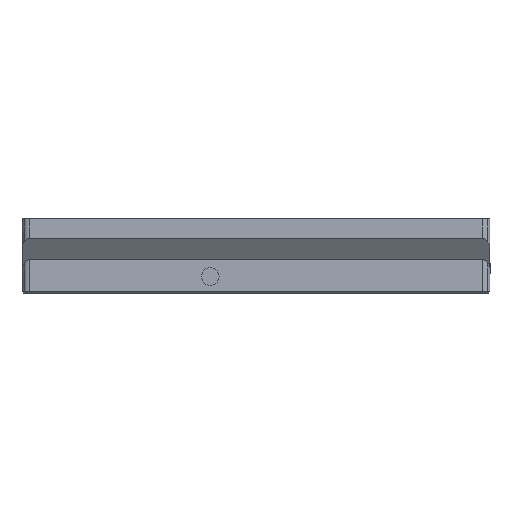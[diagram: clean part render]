
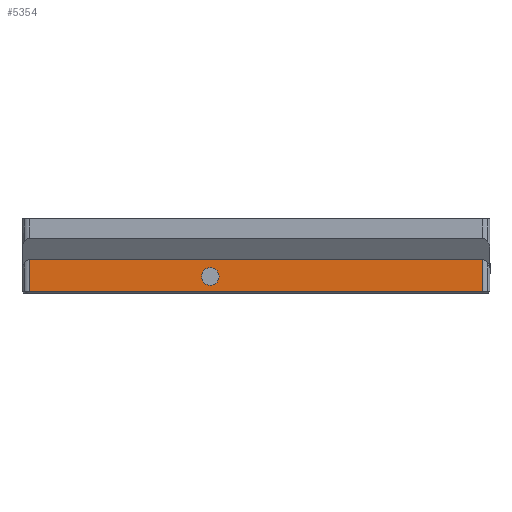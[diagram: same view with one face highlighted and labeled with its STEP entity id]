
A CAD part, front view. The second image highlights one B-rep face of the part: STEP entity #5354.
In plain terms, the highlighted planar face has unit normal (0, -1, 0).
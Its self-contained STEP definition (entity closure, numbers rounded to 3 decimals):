
#89 = ORIENTED_EDGE ( 'NONE', *, *, #5397, .T. ) ;
#233 = VERTEX_POINT ( 'NONE', #9608 ) ;
#790 = DIRECTION ( 'NONE',  ( 0., 0., 1. ) ) ;
#1422 = VERTEX_POINT ( 'NONE', #13656 ) ;
#1700 = ORIENTED_EDGE ( 'NONE', *, *, #2387, .T. ) ;
#2026 = CIRCLE ( 'NONE', #4762, 2.35 ) ;
#2134 = CARTESIAN_POINT ( 'NONE',  ( -75., 4., 4.5 ) ) ;
#2387 = EDGE_CURVE ( 'NONE', #2980, #1422, #7829, .T. ) ;
#2847 = AXIS2_PLACEMENT_3D ( 'NONE', #2134, #3149, #3376 ) ;
#2980 = VERTEX_POINT ( 'NONE', #10981 ) ;
#2989 = DIRECTION ( 'NONE',  ( 0., 0., 1. ) ) ;
#3149 = DIRECTION ( 'NONE',  ( 0., 1., 0. ) ) ;
#3189 = DIRECTION ( 'NONE',  ( 1., 0., 0. ) ) ;
#3199 = EDGE_LOOP ( 'NONE', ( #89, #1700 ) ) ;
#3257 = ORIENTED_EDGE ( 'NONE', *, *, #4269, .T. ) ;
#3348 = DIRECTION ( 'NONE',  ( 0., 0., -1. ) ) ;
#3376 = DIRECTION ( 'NONE',  ( 1., 0., 0. ) ) ;
#3692 = VECTOR ( 'NONE', #3348, 1000. ) ;
#4222 = CARTESIAN_POINT ( 'NONE',  ( -123.5, 4., 14.5 ) ) ;
#4269 = EDGE_CURVE ( 'NONE', #10343, #233, #13068, .T. ) ;
#4347 = FACE_OUTER_BOUND ( 'NONE', #7962, .T. ) ;
#4434 = ORIENTED_EDGE ( 'NONE', *, *, #15125, .F. ) ;
#4762 = AXIS2_PLACEMENT_3D ( 'NONE', #5601, #13871, #3189 ) ;
#5042 = ORIENTED_EDGE ( 'NONE', *, *, #14306, .F. ) ;
#5326 = LINE ( 'NONE', #4222, #9166 ) ;
#5354 = ADVANCED_FACE ( 'NONE', ( #8030, #4347 ), #7951, .F. ) ;
#5397 = EDGE_CURVE ( 'NONE', #1422, #2980, #2026, .T. ) ;
#5601 = CARTESIAN_POINT ( 'NONE',  ( -75., 4., 4.5 ) ) ;
#6010 = AXIS2_PLACEMENT_3D ( 'NONE', #10293, #11535, #790 ) ;
#7827 = VERTEX_POINT ( 'NONE', #15197 ) ;
#7829 = CIRCLE ( 'NONE', #2847, 2.35 ) ;
#7872 = ORIENTED_EDGE ( 'NONE', *, *, #11655, .F. ) ;
#7951 = PLANE ( 'NONE',  #6010 ) ;
#7962 = EDGE_LOOP ( 'NONE', ( #7872, #5042, #3257, #4434 ) ) ;
#8030 = FACE_BOUND ( 'NONE', #3199, .T. ) ;
#8189 = DIRECTION ( 'NONE',  ( -1., 0., 0. ) ) ;
#8271 = VECTOR ( 'NONE', #8189, 1000. ) ;
#9059 = VERTEX_POINT ( 'NONE', #15103 ) ;
#9166 = VECTOR ( 'NONE', #2989, 1000. ) ;
#9266 = DIRECTION ( 'NONE',  ( -1., 0., 0. ) ) ;
#9359 = LINE ( 'NONE', #14099, #8271 ) ;
#9608 = CARTESIAN_POINT ( 'NONE',  ( -123.5, 4., 9. ) ) ;
#10293 = CARTESIAN_POINT ( 'NONE',  ( -25., 4., 9. ) ) ;
#10343 = VERTEX_POINT ( 'NONE', #14572 ) ;
#10661 = CARTESIAN_POINT ( 'NONE',  ( -25., 4., 9. ) ) ;
#10981 = CARTESIAN_POINT ( 'NONE',  ( -77.35, 4., 4.5 ) ) ;
#11535 = DIRECTION ( 'NONE',  ( 0., 1., 0. ) ) ;
#11655 = EDGE_CURVE ( 'NONE', #7827, #9059, #9359, .T. ) ;
#12199 = VECTOR ( 'NONE', #9266, 1000. ) ;
#13068 = LINE ( 'NONE', #10661, #12199 ) ;
#13656 = CARTESIAN_POINT ( 'NONE',  ( -72.65, 4., 4.5 ) ) ;
#13871 = DIRECTION ( 'NONE',  ( 0., 1., 0. ) ) ;
#14027 = LINE ( 'NONE', #15102, #3692 ) ;
#14099 = CARTESIAN_POINT ( 'NONE',  ( -45.25, 4., 0.4 ) ) ;
#14306 = EDGE_CURVE ( 'NONE', #10343, #7827, #14027, .T. ) ;
#14572 = CARTESIAN_POINT ( 'NONE',  ( -2., 4., 9. ) ) ;
#15102 = CARTESIAN_POINT ( 'NONE',  ( -2., 4., 14.5 ) ) ;
#15103 = CARTESIAN_POINT ( 'NONE',  ( -123.5, 4., 0.4 ) ) ;
#15125 = EDGE_CURVE ( 'NONE', #9059, #233, #5326, .T. ) ;
#15197 = CARTESIAN_POINT ( 'NONE',  ( -2., 4., 0.4 ) ) ;
